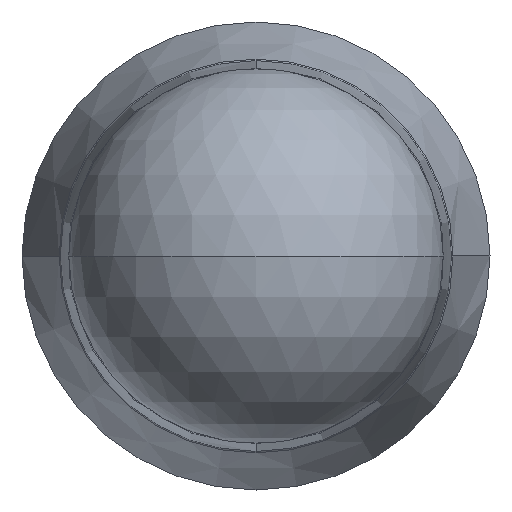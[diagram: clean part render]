
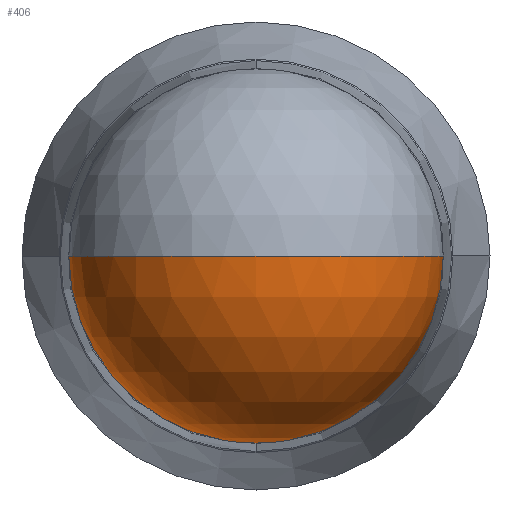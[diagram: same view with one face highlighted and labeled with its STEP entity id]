
A CAD part, front view. The second image highlights one B-rep face of the part: STEP entity #406.
In plain terms, the highlighted spherical face has radius 3.175 mm.
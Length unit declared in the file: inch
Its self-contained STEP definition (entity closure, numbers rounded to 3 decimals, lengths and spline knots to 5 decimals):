
#8 = ORIENTED_EDGE ( 'NONE', *, *, #400, .F. ) ;
#14 = CARTESIAN_POINT ( 'NONE',  ( 0., 0., 0. ) ) ;
#21 = AXIS2_PLACEMENT_3D ( 'NONE', #348, #313, #142 ) ;
#35 = ORIENTED_EDGE ( 'NONE', *, *, #270, .T. ) ;
#38 = AXIS2_PLACEMENT_3D ( 'NONE', #161, #379, #413 ) ;
#39 = VERTEX_POINT ( 'NONE', #170 ) ;
#49 = DIRECTION ( 'NONE',  ( 0., 0., -1. ) ) ;
#68 = AXIS2_PLACEMENT_3D ( 'NONE', #197, #126, #299 ) ;
#123 = EDGE_CURVE ( 'NONE', #39, #481, #442, .T. ) ;
#126 = DIRECTION ( 'NONE',  ( 0., -1., 0. ) ) ;
#142 = DIRECTION ( 'NONE',  ( 1., 0., 0. ) ) ;
#157 = CIRCLE ( 'NONE', #38, 0.125 ) ;
#161 = CARTESIAN_POINT ( 'NONE',  ( 0., 0.12391, 0. ) ) ;
#170 = CARTESIAN_POINT ( 'NONE',  ( 0.125, 0.12391, 0. ) ) ;
#188 = CARTESIAN_POINT ( 'NONE',  ( 0., 0.125, 0. ) ) ;
#190 = VERTEX_POINT ( 'NONE', #435 ) ;
#194 = DIRECTION ( 'NONE',  ( -1., 0., 0. ) ) ;
#197 = CARTESIAN_POINT ( 'NONE',  ( 0., 0.12391, 0. ) ) ;
#198 = ORIENTED_EDGE ( 'NONE', *, *, #266, .T. ) ;
#200 = AXIS2_PLACEMENT_3D ( 'NONE', #425, #49, #509 ) ;
#244 = CIRCLE ( 'NONE', #21, 0.125 ) ;
#245 = ORIENTED_EDGE ( 'NONE', *, *, #123, .T. ) ;
#261 = SPHERICAL_SURFACE ( 'NONE', #200, 0.125 ) ;
#266 = EDGE_CURVE ( 'NONE', #190, #338, #157, .T. ) ;
#267 = FACE_OUTER_BOUND ( 'NONE', #478, .T. ) ;
#270 = EDGE_CURVE ( 'NONE', #338, #39, #485, .T. ) ;
#299 = DIRECTION ( 'NONE',  ( 0., 0., -1. ) ) ;
#313 = DIRECTION ( 'NONE',  ( 0., 0., 1. ) ) ;
#338 = VERTEX_POINT ( 'NONE', #472 ) ;
#348 = CARTESIAN_POINT ( 'NONE',  ( 0., 0.125, 0. ) ) ;
#379 = DIRECTION ( 'NONE',  ( 0., -1., 0. ) ) ;
#400 = EDGE_CURVE ( 'NONE', #190, #481, #244, .T. ) ;
#406 = ADVANCED_FACE ( 'NONE', ( #267 ), #261, .T. ) ;
#413 = DIRECTION ( 'NONE',  ( 0., 0., -1. ) ) ;
#425 = CARTESIAN_POINT ( 'NONE',  ( 0., 0.125, 0. ) ) ;
#435 = CARTESIAN_POINT ( 'NONE',  ( -0.125, 0.12391, 0. ) ) ;
#442 = CIRCLE ( 'NONE', #461, 0.125 ) ;
#461 = AXIS2_PLACEMENT_3D ( 'NONE', #188, #519, #194 ) ;
#472 = CARTESIAN_POINT ( 'NONE',  ( 0., 0.12391, -0.125 ) ) ;
#478 = EDGE_LOOP ( 'NONE', ( #198, #35, #245, #8 ) ) ;
#481 = VERTEX_POINT ( 'NONE', #14 ) ;
#485 = CIRCLE ( 'NONE', #68, 0.125 ) ;
#509 = DIRECTION ( 'NONE',  ( -1., 0., 0. ) ) ;
#519 = DIRECTION ( 'NONE',  ( 0., 0., -1. ) ) ;
